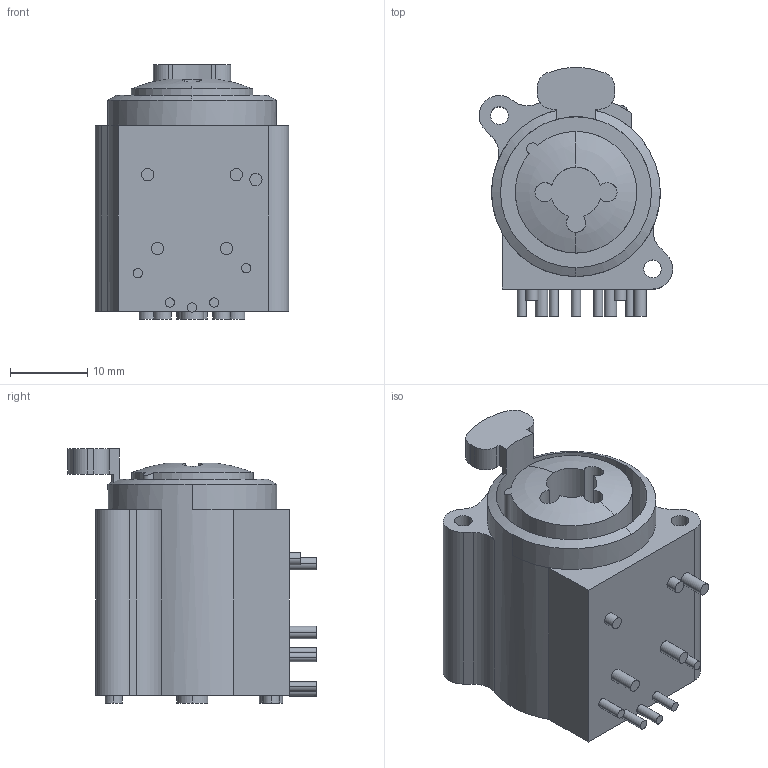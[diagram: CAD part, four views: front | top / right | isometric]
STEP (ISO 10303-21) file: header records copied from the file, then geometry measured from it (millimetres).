
FILE_DESCRIPTION((''),'2;1');
FILE_NAME('D-NCJ6FAH','2009-02-05T',('tho'),(''),'PRO/ENGINEER BY PARAMETRIC TECHNOLOGY CORPORATION, 2007460','PRO/ENGINEER BY PARAMETRIC TECHNOLOGY CORPORATION, 2007460','');
FILE_SCHEMA(('CONFIG_CONTROL_DESIGN'));
Length unit declared in the file: millimetre
Products named in the file (1): D-NCJ6FAH
Bounding box: 24.99 x 32.09 x 32.85 mm (x, y, z)
Volume: 12048.2 mm3; surface area: 5872.1 mm2
Topology: 1 solids, 1 shells, 101 faces, 249 edges, 164 vertices
Faces by surface type: cylinder 60, plane 37, sphere 4
Entity records: 3187 total; most frequent: CARTESIAN_POINT 605, DIRECTION 591, ORIENTED_EDGE 498, EDGE_CURVE 249, AXIS2_PLACEMENT_3D 246, VERTEX_POINT 164, CIRCLE 145, EDGE_LOOP 119
